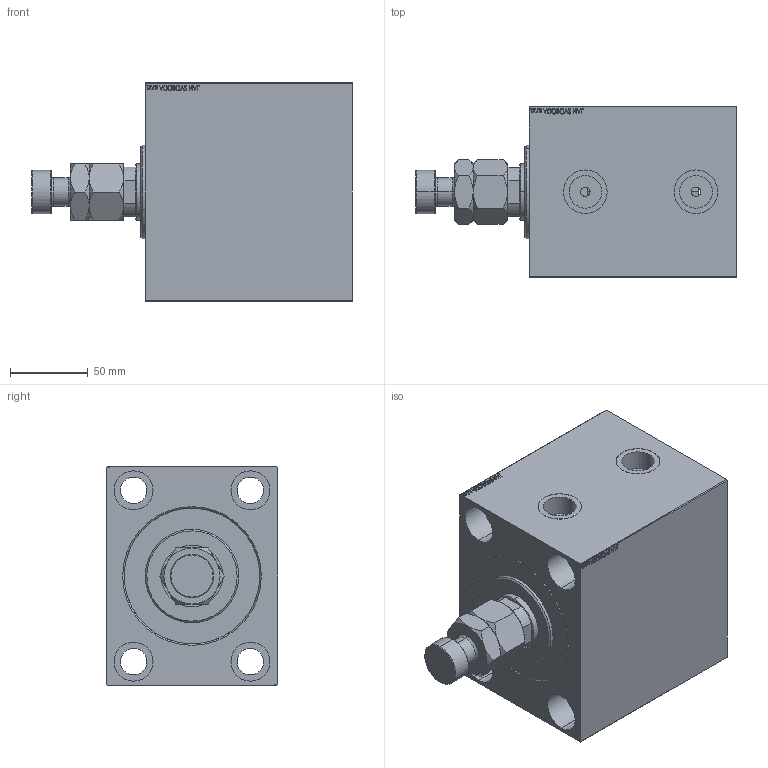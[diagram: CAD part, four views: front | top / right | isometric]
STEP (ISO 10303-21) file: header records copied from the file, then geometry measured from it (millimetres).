
FILE_DESCRIPTION (( 'STEP AP203' ), '1' );
FILE_NAME ('2661.STEP', '2022-04-17T05:14:09', ( '' ), ( '' ), 'SwSTEP 2.0', 'SolidWorks 2019', '' );
FILE_SCHEMA (( 'CONFIG_CONTROL_DESIGN' ));
Length unit declared in the file: millimetre
Products named in the file (5): MFA bff636cb69d855c814cd76f9bcbbb1fd; V450CM_VC_B bff636cb69d855c814cd76f9bcbbb1fd; V450CM_C_VCP bff636cb69d855c814cd76f9bcbbb1fd; 2661; V450CM_C_Body bff636cb69d855c814cd76f9bcbbb1fd
Assembly tree (4 placements, depth 2):
  2661
    V450CM_C_Body bff636cb69d855c814cd76f9bcbbb1fd
    V450CM_C_VCP bff636cb69d855c814cd76f9bcbbb1fd
    V450CM_VC_B bff636cb69d855c814cd76f9bcbbb1fd
    MFA bff636cb69d855c814cd76f9bcbbb1fd
Bounding box: 206 x 110 x 140 mm (x, y, z)
Volume: 1759869.8 mm3; surface area: 223450.9 mm2
Topology: 4 solids, 4 shells, 933 faces, 2365 edges, 1555 vertices
Faces by surface type: plane 431, bspline 380, cylinder 76, cone 42, torus 4
Entity records: 46410 total; most frequent: CARTESIAN_POINT 25942, ORIENTED_EDGE 4726, DIRECTION 2849, EDGE_CURVE 2363, VERTEX_POINT 1555, LINE 1341, VECTOR 1341, EDGE_LOOP 1068
